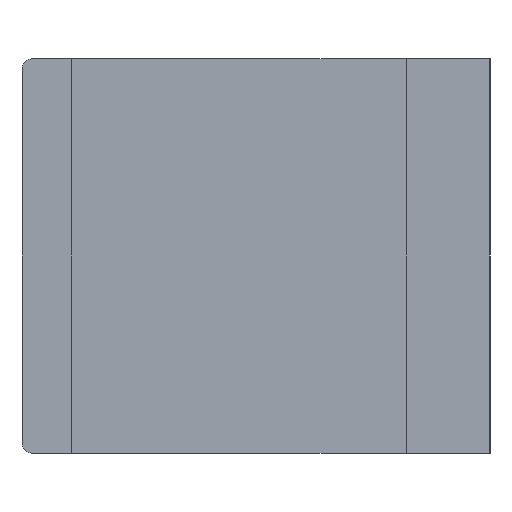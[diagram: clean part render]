
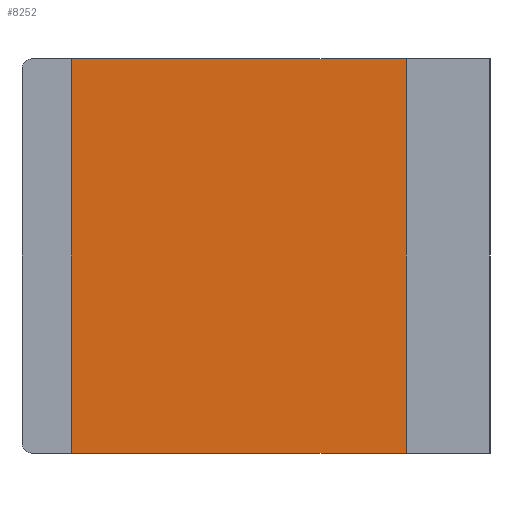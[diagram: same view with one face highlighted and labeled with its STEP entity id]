
A CAD part, left-side view. The second image highlights one B-rep face of the part: STEP entity #8252.
In plain terms, the highlighted planar face has unit normal (-1, 0, 0).
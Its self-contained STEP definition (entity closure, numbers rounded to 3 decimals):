
#828 = CARTESIAN_POINT ( 'NONE',  ( -0.8, 0.17, 0.4 ) ) ;
#1648 = VERTEX_POINT ( 'NONE', #5910 ) ;
#1661 = CARTESIAN_POINT ( 'NONE',  ( -0.8, 0.85, 0.4 ) ) ;
#1723 = ORIENTED_EDGE ( 'NONE', *, *, #5676, .T. ) ;
#1961 = AXIS2_PLACEMENT_3D ( 'NONE', #6865, #6901, #8511 ) ;
#2176 = VECTOR ( 'NONE', #6926, 1000. ) ;
#2865 = CARTESIAN_POINT ( 'NONE',  ( -0.8, 0.17, -0.4 ) ) ;
#3581 = VECTOR ( 'NONE', #9012, 1000. ) ;
#3835 = CARTESIAN_POINT ( 'NONE',  ( -0.8, 0.85, 0.4 ) ) ;
#3999 = EDGE_CURVE ( 'NONE', #1648, #4616, #5720, .T. ) ;
#4125 = VECTOR ( 'NONE', #9699, 1000. ) ;
#4374 = LINE ( 'NONE', #1661, #4125 ) ;
#4516 = EDGE_CURVE ( 'NONE', #4616, #9482, #9672, .T. ) ;
#4616 = VERTEX_POINT ( 'NONE', #2865 ) ;
#4656 = EDGE_CURVE ( 'NONE', #7326, #9482, #4941, .T. ) ;
#4941 = LINE ( 'NONE', #8567, #2176 ) ;
#5260 = PLANE ( 'NONE',  #1961 ) ;
#5676 = EDGE_CURVE ( 'NONE', #7326, #1648, #4374, .T. ) ;
#5720 = LINE ( 'NONE', #8086, #3581 ) ;
#5910 = CARTESIAN_POINT ( 'NONE',  ( -0.8, 0.85, -0.4 ) ) ;
#5944 = VECTOR ( 'NONE', #7544, 1000. ) ;
#6865 = CARTESIAN_POINT ( 'NONE',  ( -0.8, 2.794, -0.4 ) ) ;
#6901 = DIRECTION ( 'NONE',  ( 1., 0., 0. ) ) ;
#6926 = DIRECTION ( 'NONE',  ( 0., -1., 0. ) ) ;
#7058 = FACE_OUTER_BOUND ( 'NONE', #7676, .T. ) ;
#7326 = VERTEX_POINT ( 'NONE', #3835 ) ;
#7544 = DIRECTION ( 'NONE',  ( 0., 0., 1. ) ) ;
#7676 = EDGE_LOOP ( 'NONE', ( #7876, #1723, #9500, #7762 ) ) ;
#7762 = ORIENTED_EDGE ( 'NONE', *, *, #4516, .T. ) ;
#7876 = ORIENTED_EDGE ( 'NONE', *, *, #4656, .F. ) ;
#8086 = CARTESIAN_POINT ( 'NONE',  ( -0.8, 2.794, -0.4 ) ) ;
#8252 = ADVANCED_FACE ( 'NONE', ( #7058 ), #5260, .F. ) ;
#8511 = DIRECTION ( 'NONE',  ( 0., 0., -1. ) ) ;
#8567 = CARTESIAN_POINT ( 'NONE',  ( -0.8, 2.794, 0.4 ) ) ;
#9012 = DIRECTION ( 'NONE',  ( 0., -1., 0. ) ) ;
#9482 = VERTEX_POINT ( 'NONE', #828 ) ;
#9500 = ORIENTED_EDGE ( 'NONE', *, *, #3999, .T. ) ;
#9672 = LINE ( 'NONE', #9920, #5944 ) ;
#9699 = DIRECTION ( 'NONE',  ( 0., 0., -1. ) ) ;
#9920 = CARTESIAN_POINT ( 'NONE',  ( -0.8, 0.17, -0.4 ) ) ;
